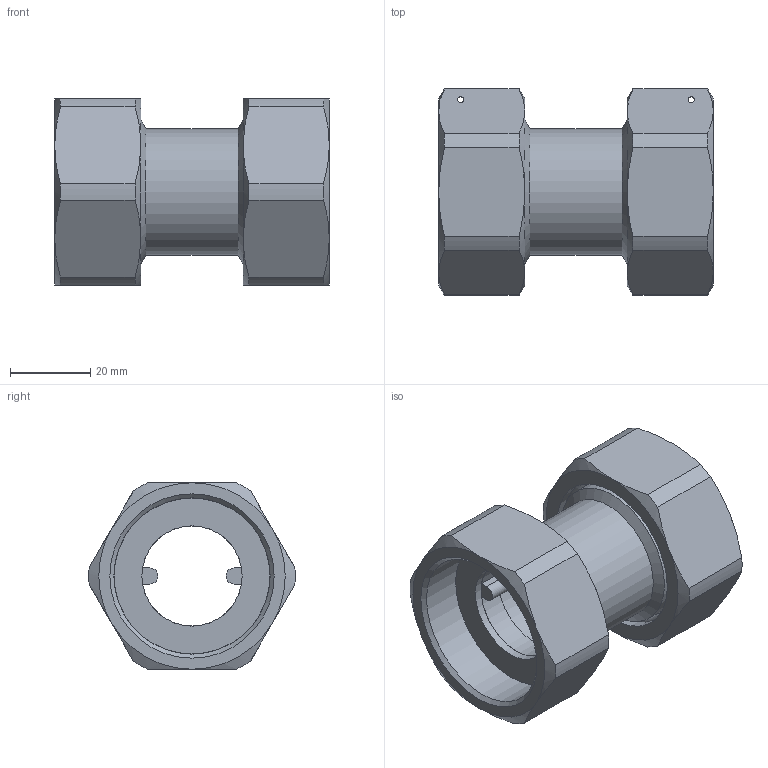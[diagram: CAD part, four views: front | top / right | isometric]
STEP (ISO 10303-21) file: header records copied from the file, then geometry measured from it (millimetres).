
FILE_DESCRIPTION(/* description */ ('Unknown','CAx-IF Rec.Pracs.---Representation and Presentation of Product Manufacturing Information (PMI)---4.0---2014-10-13','CAx-IF Rec.Pracs.---3D Tessellated Geometry---0.4---2014-09-14','2;1'),/* implementation_level */ '2;1');
FILE_NAME(/* name */ '98000729-77',/* time_stamp */ '2023-12-15T09:20:42+01:00',/* author */ ('Unknown'),/* organization */ ('Unknown'),/* preprocessor_version */ 'ST-DEVELOPER v18.102',/* originating_system */ 'Solid Edge',/* authorisation */ 'Unknown');
FILE_SCHEMA (('AP242_MANAGED_MODEL_BASED_3D_ENGINEERING_MIM_LF { 1 0 10303 442 1 1 4 }'));
Length unit declared in the file: millimetre
Products named in the file (10): 98000729-77-VOLL-STEP; ﾜWM-1_1_4.2; Dichtung-黽m; s-ring; 黽m; Stütze; 郻M-1_1_4; Dichtung-黽m_0; s-ring_0; 黽m_0
Assembly tree (9 placements, depth 3):
  98000729-77-VOLL-STEP
    ﾜWM-1_1_4.2
      Dichtung-黽m
      s-ring
      黽m
    Stütze
    郻M-1_1_4
      Dichtung-黽m_0
      s-ring_0
      黽m_0
Bounding box: 68.5 x 51.48 x 46.5 mm (x, y, z)
Volume: 47457.8 mm3; surface area: 30403.3 mm2
Topology: 7 solids, 7 shells, 110 faces, 248 edges, 154 vertices
Faces by surface type: cylinder 38, plane 36, cone 34, torus 2
Full cylindrical faces by diameter (mm): 1.5 x2, 25 x2, 26.5 x1, 31.5 x1, 36.5 x2, 38.9 x6, 38.952 x2, 41.7 x2
Entity records: 5422 total; most frequent: CARTESIAN_POINT 2403, DIRECTION 522, ORIENTED_EDGE 420, AXIS2_PLACEMENT_3D 233, EDGE_CURVE 210, EDGE_LOOP 156, FACE_BOUND 156, VERTEX_POINT 146
